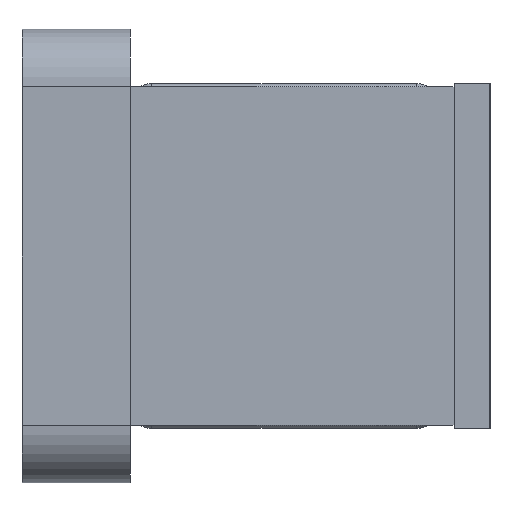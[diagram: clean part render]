
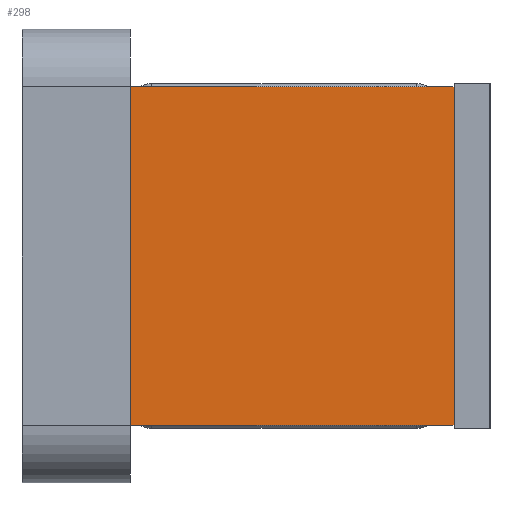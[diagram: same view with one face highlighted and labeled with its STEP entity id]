
A CAD part, left-side view. The second image highlights one B-rep face of the part: STEP entity #298.
In plain terms, the highlighted planar face has unit normal (-1, 0, 0).
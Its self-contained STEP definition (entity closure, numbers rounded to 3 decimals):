
#143 = DIRECTION ( 'NONE',  ( 0., 1., 0. ) ) ;
#145 = EDGE_CURVE ( 'NONE', #712, #2316, #1363, .T. ) ;
#236 = ORIENTED_EDGE ( 'NONE', *, *, #721, .T. ) ;
#240 = CARTESIAN_POINT ( 'NONE',  ( -0.508, 0.05, -0.235 ) ) ;
#298 = ADVANCED_FACE ( 'NONE', ( #1974 ), #2342, .F. ) ;
#594 = VERTEX_POINT ( 'NONE', #1832 ) ;
#648 = ORIENTED_EDGE ( 'NONE', *, *, #145, .T. ) ;
#668 = DIRECTION ( 'NONE',  ( 1., 0., 0. ) ) ;
#682 = EDGE_CURVE ( 'NONE', #2316, #594, #1738, .T. ) ;
#712 = VERTEX_POINT ( 'NONE', #1927 ) ;
#721 = EDGE_CURVE ( 'NONE', #1621, #712, #1017, .T. ) ;
#833 = ORIENTED_EDGE ( 'NONE', *, *, #1753, .F. ) ;
#851 = ORIENTED_EDGE ( 'NONE', *, *, #682, .T. ) ;
#974 = DIRECTION ( 'NONE',  ( 0., -1., 0. ) ) ;
#1017 = LINE ( 'NONE', #1754, #2057 ) ;
#1030 = DIRECTION ( 'NONE',  ( 0., 0., -1. ) ) ;
#1165 = CARTESIAN_POINT ( 'NONE',  ( -0.508, 0.05, -0.235 ) ) ;
#1328 = VECTOR ( 'NONE', #1405, 1000. ) ;
#1340 = VECTOR ( 'NONE', #974, 1000. ) ;
#1363 = LINE ( 'NONE', #1903, #1477 ) ;
#1405 = DIRECTION ( 'NONE',  ( 0., 0., 1. ) ) ;
#1477 = VECTOR ( 'NONE', #2089, 1000. ) ;
#1596 = EDGE_LOOP ( 'NONE', ( #833, #236, #648, #851 ) ) ;
#1621 = VERTEX_POINT ( 'NONE', #2151 ) ;
#1708 = AXIS2_PLACEMENT_3D ( 'NONE', #1813, #668, #143 ) ;
#1738 = LINE ( 'NONE', #240, #1328 ) ;
#1753 = EDGE_CURVE ( 'NONE', #1621, #594, #1917, .T. ) ;
#1754 = CARTESIAN_POINT ( 'NONE',  ( -0.508, 0.5, -0.235 ) ) ;
#1813 = CARTESIAN_POINT ( 'NONE',  ( -0.508, 0.572, -0.235 ) ) ;
#1832 = CARTESIAN_POINT ( 'NONE',  ( -0.508, 0.05, 0.235 ) ) ;
#1903 = CARTESIAN_POINT ( 'NONE',  ( -0.508, 0.572, -0.235 ) ) ;
#1917 = LINE ( 'NONE', #2292, #1340 ) ;
#1927 = CARTESIAN_POINT ( 'NONE',  ( -0.508, 0.5, -0.235 ) ) ;
#1974 = FACE_OUTER_BOUND ( 'NONE', #1596, .T. ) ;
#2057 = VECTOR ( 'NONE', #1030, 1000. ) ;
#2089 = DIRECTION ( 'NONE',  ( 0., -1., 0. ) ) ;
#2151 = CARTESIAN_POINT ( 'NONE',  ( -0.508, 0.5, 0.235 ) ) ;
#2292 = CARTESIAN_POINT ( 'NONE',  ( -0.508, 0.572, 0.235 ) ) ;
#2316 = VERTEX_POINT ( 'NONE', #1165 ) ;
#2342 = PLANE ( 'NONE',  #1708 ) ;
